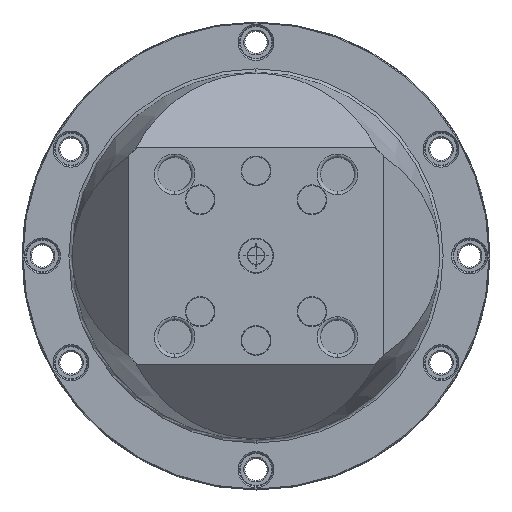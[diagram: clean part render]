
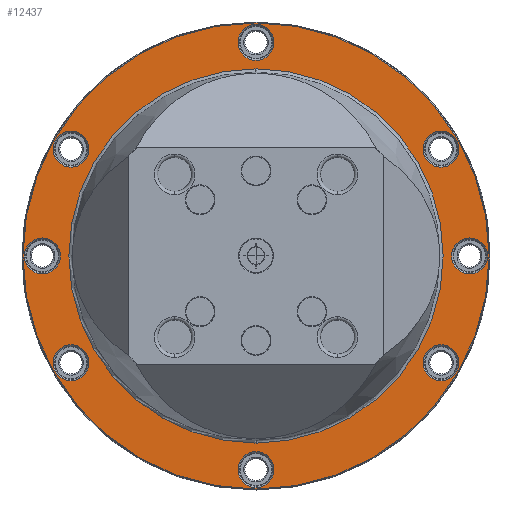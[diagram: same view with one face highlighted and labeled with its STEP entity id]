
A CAD part, top view. The second image highlights one B-rep face of the part: STEP entity #12437.
In plain terms, the highlighted planar face has unit normal (0, 0, 1).
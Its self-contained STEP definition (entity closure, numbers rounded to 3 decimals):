
#1698=CARTESIAN_POINT('',(0.,0.,25.4));
#1699=DIRECTION('',(0.,0.,-1.));
#1700=DIRECTION('',(1.,0.,0.));
#1701=AXIS2_PLACEMENT_3D('',#1698,#1699,#1700);
#1703=CARTESIAN_POINT('',(0.,0.,25.4));
#1704=DIRECTION('',(0.,0.,-1.));
#1705=DIRECTION('',(-1.,0.,0.));
#1706=AXIS2_PLACEMENT_3D('',#1703,#1704,#1705);
#1708=CARTESIAN_POINT('',(0.,0.,25.4));
#1709=DIRECTION('',(0.,0.,1.));
#1710=DIRECTION('',(0.,1.,0.));
#1711=AXIS2_PLACEMENT_3D('',#1708,#1709,#1710);
#1713=CARTESIAN_POINT('',(0.,0.,25.4));
#1714=DIRECTION('',(0.,0.,1.));
#1715=DIRECTION('',(0.,-1.,0.));
#1716=AXIS2_PLACEMENT_3D('',#1713,#1714,#1715);
#1718=CARTESIAN_POINT('',(126.,0.,25.4));
#1719=DIRECTION('',(0.,0.,-1.));
#1720=DIRECTION('',(1.,0.,0.));
#1721=AXIS2_PLACEMENT_3D('',#1718,#1719,#1720);
#1723=CARTESIAN_POINT('',(126.,0.,25.4));
#1724=DIRECTION('',(0.,0.,-1.));
#1725=DIRECTION('',(-1.,0.,0.));
#1726=AXIS2_PLACEMENT_3D('',#1723,#1724,#1725);
#1728=CARTESIAN_POINT('',(0.,126.,25.4));
#1729=DIRECTION('',(0.,0.,-1.));
#1730=DIRECTION('',(1.,0.,0.));
#1731=AXIS2_PLACEMENT_3D('',#1728,#1729,#1730);
#1733=CARTESIAN_POINT('',(0.,126.,25.4));
#1734=DIRECTION('',(0.,0.,-1.));
#1735=DIRECTION('',(-1.,0.,0.));
#1736=AXIS2_PLACEMENT_3D('',#1733,#1734,#1735);
#1738=CARTESIAN_POINT('',(-109.119,63.,25.4));
#1739=DIRECTION('',(0.,0.,-1.));
#1740=DIRECTION('',(1.,0.,0.));
#1741=AXIS2_PLACEMENT_3D('',#1738,#1739,#1740);
#1743=CARTESIAN_POINT('',(-109.119,63.,25.4));
#1744=DIRECTION('',(0.,0.,-1.));
#1745=DIRECTION('',(-1.,0.,0.));
#1746=AXIS2_PLACEMENT_3D('',#1743,#1744,#1745);
#1748=CARTESIAN_POINT('',(-126.,0.,25.4));
#1749=DIRECTION('',(0.,0.,-1.));
#1750=DIRECTION('',(1.,0.,0.));
#1751=AXIS2_PLACEMENT_3D('',#1748,#1749,#1750);
#1753=CARTESIAN_POINT('',(-126.,0.,25.4));
#1754=DIRECTION('',(0.,0.,-1.));
#1755=DIRECTION('',(-1.,0.,0.));
#1756=AXIS2_PLACEMENT_3D('',#1753,#1754,#1755);
#1758=CARTESIAN_POINT('',(-109.119,-63.,25.4));
#1759=DIRECTION('',(0.,0.,-1.));
#1760=DIRECTION('',(1.,0.,0.));
#1761=AXIS2_PLACEMENT_3D('',#1758,#1759,#1760);
#1763=CARTESIAN_POINT('',(-109.119,-63.,25.4));
#1764=DIRECTION('',(0.,0.,-1.));
#1765=DIRECTION('',(-1.,0.,0.));
#1766=AXIS2_PLACEMENT_3D('',#1763,#1764,#1765);
#1768=CARTESIAN_POINT('',(0.,-126.,25.4));
#1769=DIRECTION('',(0.,0.,-1.));
#1770=DIRECTION('',(1.,0.,0.));
#1771=AXIS2_PLACEMENT_3D('',#1768,#1769,#1770);
#1773=CARTESIAN_POINT('',(0.,-126.,25.4));
#1774=DIRECTION('',(0.,0.,-1.));
#1775=DIRECTION('',(-1.,0.,0.));
#1776=AXIS2_PLACEMENT_3D('',#1773,#1774,#1775);
#1778=CARTESIAN_POINT('',(109.119,-63.,25.4));
#1779=DIRECTION('',(0.,0.,-1.));
#1780=DIRECTION('',(1.,0.,0.));
#1781=AXIS2_PLACEMENT_3D('',#1778,#1779,#1780);
#1783=CARTESIAN_POINT('',(109.119,-63.,25.4));
#1784=DIRECTION('',(0.,0.,-1.));
#1785=DIRECTION('',(-1.,0.,0.));
#1786=AXIS2_PLACEMENT_3D('',#1783,#1784,#1785);
#1788=CARTESIAN_POINT('',(109.119,63.,25.4));
#1789=DIRECTION('',(0.,0.,-1.));
#1790=DIRECTION('',(1.,0.,0.));
#1791=AXIS2_PLACEMENT_3D('',#1788,#1789,#1790);
#1793=CARTESIAN_POINT('',(109.119,63.,25.4));
#1794=DIRECTION('',(0.,0.,-1.));
#1795=DIRECTION('',(-1.,0.,0.));
#1796=AXIS2_PLACEMENT_3D('',#1793,#1794,#1795);
#8342=CARTESIAN_POINT('',(0.,-110.381,25.4));
#8343=CARTESIAN_POINT('',(0.,110.381,25.4));
#8344=VERTEX_POINT('',#8342);
#8345=VERTEX_POINT('',#8343);
#8346=CARTESIAN_POINT('',(137.492,0.,25.4));
#8347=CARTESIAN_POINT('',(-137.492,0.,25.4));
#8348=VERTEX_POINT('',#8346);
#8349=VERTEX_POINT('',#8347);
#10031=CARTESIAN_POINT('',(136.6,0.,25.4));
#10032=CARTESIAN_POINT('',(115.4,0.,25.4));
#10033=VERTEX_POINT('',#10031);
#10034=VERTEX_POINT('',#10032);
#10039=CARTESIAN_POINT('',(10.6,126.,25.4));
#10040=CARTESIAN_POINT('',(-10.6,126.,25.4));
#10041=VERTEX_POINT('',#10039);
#10042=VERTEX_POINT('',#10040);
#10047=CARTESIAN_POINT('',(-98.519,63.,25.4));
#10048=CARTESIAN_POINT('',(-119.719,63.,25.4));
#10049=VERTEX_POINT('',#10047);
#10050=VERTEX_POINT('',#10048);
#10055=CARTESIAN_POINT('',(-115.4,0.,25.4));
#10056=CARTESIAN_POINT('',(-136.6,0.,25.4));
#10057=VERTEX_POINT('',#10055);
#10058=VERTEX_POINT('',#10056);
#10063=CARTESIAN_POINT('',(-98.519,-63.,25.4));
#10064=CARTESIAN_POINT('',(-119.719,-63.,25.4));
#10065=VERTEX_POINT('',#10063);
#10066=VERTEX_POINT('',#10064);
#10071=CARTESIAN_POINT('',(10.6,-126.,25.4));
#10072=CARTESIAN_POINT('',(-10.6,-126.,25.4));
#10073=VERTEX_POINT('',#10071);
#10074=VERTEX_POINT('',#10072);
#10079=CARTESIAN_POINT('',(119.719,-63.,25.4));
#10080=CARTESIAN_POINT('',(98.519,-63.,25.4));
#10081=VERTEX_POINT('',#10079);
#10082=VERTEX_POINT('',#10080);
#10087=CARTESIAN_POINT('',(119.719,63.,25.4));
#10088=CARTESIAN_POINT('',(98.519,63.,25.4));
#10089=VERTEX_POINT('',#10087);
#10090=VERTEX_POINT('',#10088);
#12373=CARTESIAN_POINT('',(0.,0.,25.4));
#12374=DIRECTION('',(0.,0.,1.));
#12375=DIRECTION('',(-1.,0.,0.));
#12376=AXIS2_PLACEMENT_3D('',#12373,#12374,#12375);
#12377=PLANE('',#12376);
#12379=ORIENTED_EDGE('',*,*,#12378,.T.);
#12381=ORIENTED_EDGE('',*,*,#12380,.T.);
#12382=EDGE_LOOP('',(#12379,#12381));
#12383=FACE_OUTER_BOUND('',#12382,.F.);
#12385=ORIENTED_EDGE('',*,*,#12384,.T.);
#12386=ORIENTED_EDGE('',*,*,#12362,.T.);
#12387=EDGE_LOOP('',(#12385,#12386));
#12388=FACE_BOUND('',#12387,.F.);
#12390=ORIENTED_EDGE('',*,*,#12389,.F.);
#12392=ORIENTED_EDGE('',*,*,#12391,.F.);
#12393=EDGE_LOOP('',(#12390,#12392));
#12394=FACE_BOUND('',#12393,.F.);
#12396=ORIENTED_EDGE('',*,*,#12395,.F.);
#12398=ORIENTED_EDGE('',*,*,#12397,.F.);
#12399=EDGE_LOOP('',(#12396,#12398));
#12400=FACE_BOUND('',#12399,.F.);
#12402=ORIENTED_EDGE('',*,*,#12401,.F.);
#12404=ORIENTED_EDGE('',*,*,#12403,.F.);
#12405=EDGE_LOOP('',(#12402,#12404));
#12406=FACE_BOUND('',#12405,.F.);
#12408=ORIENTED_EDGE('',*,*,#12407,.F.);
#12410=ORIENTED_EDGE('',*,*,#12409,.F.);
#12411=EDGE_LOOP('',(#12408,#12410));
#12412=FACE_BOUND('',#12411,.F.);
#12414=ORIENTED_EDGE('',*,*,#12413,.F.);
#12416=ORIENTED_EDGE('',*,*,#12415,.F.);
#12417=EDGE_LOOP('',(#12414,#12416));
#12418=FACE_BOUND('',#12417,.F.);
#12420=ORIENTED_EDGE('',*,*,#12419,.F.);
#12422=ORIENTED_EDGE('',*,*,#12421,.F.);
#12423=EDGE_LOOP('',(#12420,#12422));
#12424=FACE_BOUND('',#12423,.F.);
#12426=ORIENTED_EDGE('',*,*,#12425,.F.);
#12428=ORIENTED_EDGE('',*,*,#12427,.F.);
#12429=EDGE_LOOP('',(#12426,#12428));
#12430=FACE_BOUND('',#12429,.F.);
#12432=ORIENTED_EDGE('',*,*,#12431,.F.);
#12434=ORIENTED_EDGE('',*,*,#12433,.F.);
#12435=EDGE_LOOP('',(#12432,#12434));
#12436=FACE_BOUND('',#12435,.F.);
#1702=CIRCLE('',#1701,137.492);
#1707=CIRCLE('',#1706,137.492);
#1712=CIRCLE('',#1711,110.381);
#1717=CIRCLE('',#1716,110.381);
#1722=CIRCLE('',#1721,10.6);
#1727=CIRCLE('',#1726,10.6);
#1732=CIRCLE('',#1731,10.6);
#1737=CIRCLE('',#1736,10.6);
#1742=CIRCLE('',#1741,10.6);
#1747=CIRCLE('',#1746,10.6);
#1752=CIRCLE('',#1751,10.6);
#1757=CIRCLE('',#1756,10.6);
#1762=CIRCLE('',#1761,10.6);
#1767=CIRCLE('',#1766,10.6);
#1772=CIRCLE('',#1771,10.6);
#1777=CIRCLE('',#1776,10.6);
#1782=CIRCLE('',#1781,10.6);
#1787=CIRCLE('',#1786,10.6);
#1792=CIRCLE('',#1791,10.6);
#1797=CIRCLE('',#1796,10.6);
#12362=EDGE_CURVE('',#8344,#8345,#1717,.T.);
#12378=EDGE_CURVE('',#8348,#8349,#1702,.T.);
#12380=EDGE_CURVE('',#8349,#8348,#1707,.T.);
#12384=EDGE_CURVE('',#8345,#8344,#1712,.T.);
#12389=EDGE_CURVE('',#10033,#10034,#1722,.T.);
#12391=EDGE_CURVE('',#10034,#10033,#1727,.T.);
#12395=EDGE_CURVE('',#10041,#10042,#1732,.T.);
#12397=EDGE_CURVE('',#10042,#10041,#1737,.T.);
#12401=EDGE_CURVE('',#10049,#10050,#1742,.T.);
#12403=EDGE_CURVE('',#10050,#10049,#1747,.T.);
#12407=EDGE_CURVE('',#10057,#10058,#1752,.T.);
#12409=EDGE_CURVE('',#10058,#10057,#1757,.T.);
#12413=EDGE_CURVE('',#10065,#10066,#1762,.T.);
#12415=EDGE_CURVE('',#10066,#10065,#1767,.T.);
#12419=EDGE_CURVE('',#10073,#10074,#1772,.T.);
#12421=EDGE_CURVE('',#10074,#10073,#1777,.T.);
#12425=EDGE_CURVE('',#10081,#10082,#1782,.T.);
#12427=EDGE_CURVE('',#10082,#10081,#1787,.T.);
#12431=EDGE_CURVE('',#10089,#10090,#1792,.T.);
#12433=EDGE_CURVE('',#10090,#10089,#1797,.T.);
#12437=ADVANCED_FACE('',(#12383,#12388,#12394,#12400,#12406,#12412,#12418,
#12424,#12430,#12436),#12377,.T.);
